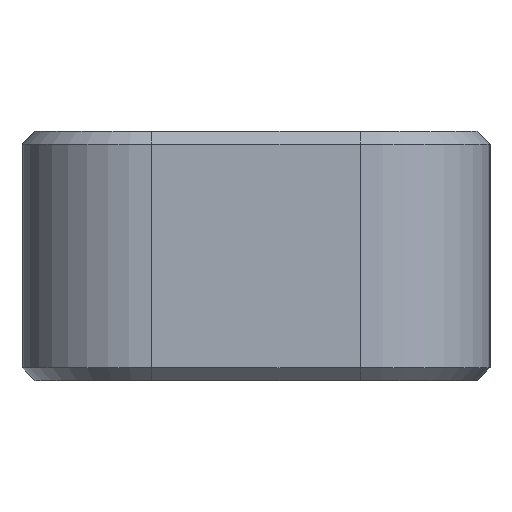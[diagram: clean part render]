
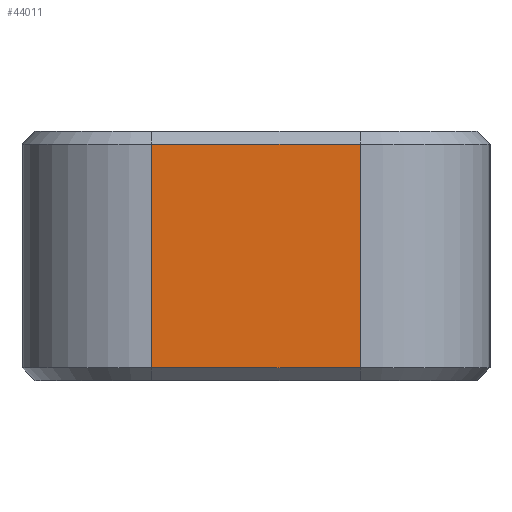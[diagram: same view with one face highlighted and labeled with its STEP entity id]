
A CAD part, left-side view. The second image highlights one B-rep face of the part: STEP entity #44011.
In plain terms, the highlighted planar face has unit normal (-1, 0, 0).
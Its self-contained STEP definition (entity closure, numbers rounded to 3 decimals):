
#3293=PLANE('',#47375);
#6610=FACE_OUTER_BOUND('',#9926,.T.);
#9926=EDGE_LOOP('',(#40550,#40551,#40552,#40553));
#15553=LINE('',#71083,#21179);
#15554=LINE('',#71085,#21180);
#15555=LINE('',#71087,#21181);
#15556=LINE('',#71088,#21182);
#21179=VECTOR('',#59675,25.4);
#21180=VECTOR('',#59676,25.4);
#21181=VECTOR('',#59677,25.4);
#21182=VECTOR('',#59678,25.4);
#23630=VERTEX_POINT('',#71081);
#23631=VERTEX_POINT('',#71082);
#23632=VERTEX_POINT('',#71084);
#23633=VERTEX_POINT('',#71086);
#29299=EDGE_CURVE('',#23630,#23631,#15553,.T.);
#29300=EDGE_CURVE('',#23632,#23630,#15554,.T.);
#29301=EDGE_CURVE('',#23633,#23632,#15555,.T.);
#29302=EDGE_CURVE('',#23631,#23633,#15556,.T.);
#40550=ORIENTED_EDGE('',*,*,#29299,.F.);
#40551=ORIENTED_EDGE('',*,*,#29300,.F.);
#40552=ORIENTED_EDGE('',*,*,#29301,.F.);
#40553=ORIENTED_EDGE('',*,*,#29302,.F.);
#44011=ADVANCED_FACE('',(#6610),#3293,.F.);
#47375=AXIS2_PLACEMENT_3D('',#71080,#59673,#59674);
#59673=DIRECTION('center_axis',(1.,0.,0.));
#59674=DIRECTION('ref_axis',(0.,0.,
-1.));
#59675=DIRECTION('',(0.,0.,1.));
#59676=DIRECTION('',(0.,1.,0.));
#59677=DIRECTION('',(0.,0.,-1.));
#59678=DIRECTION('',(0.,-1.,0.));
#71080=CARTESIAN_POINT('Origin',(96.8,9.,2.207));
#71081=CARTESIAN_POINT('',(96.8,13.,-1.593));
#71082=CARTESIAN_POINT('',(96.8,13.,7.007));
#71083=CARTESIAN_POINT('',(96.8,13.,2.207));
#71084=CARTESIAN_POINT('',(96.8,5.,-1.593));
#71085=CARTESIAN_POINT('',(96.8,9.,-1.593));
#71086=CARTESIAN_POINT('',(96.8,5.,7.007));
#71087=CARTESIAN_POINT('',(96.8,5.,3.707));
#71088=CARTESIAN_POINT('',(96.8,9.,7.007));
